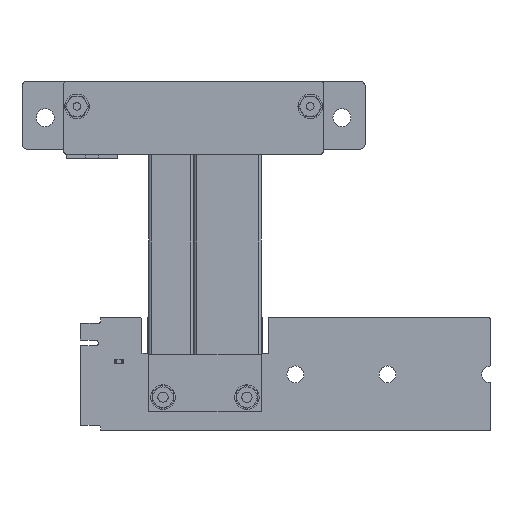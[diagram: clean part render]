
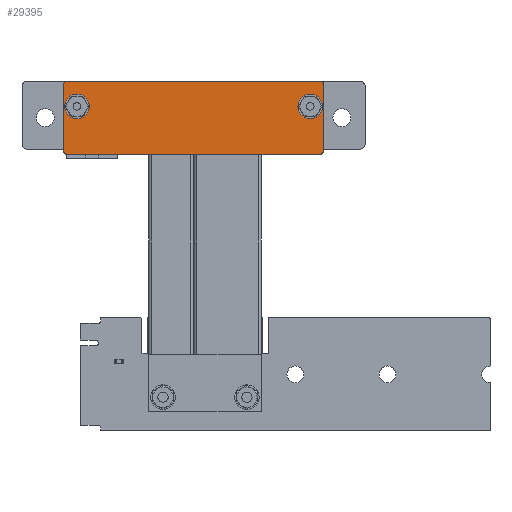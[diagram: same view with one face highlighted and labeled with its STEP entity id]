
A CAD part, top view. The second image highlights one B-rep face of the part: STEP entity #29395.
In plain terms, the highlighted face is planar.
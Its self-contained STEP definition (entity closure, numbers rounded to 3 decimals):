
#26860 = VERTEX_POINT('',#26861);
#26861 = CARTESIAN_POINT('',(0.,0.5,-1.));
#26869 = VERTEX_POINT('',#26870);
#26870 = CARTESIAN_POINT('',(0.,13.73,-1.));
#26876 = EDGE_CURVE('',#26869,#26860,#26877,.T.);
#26877 = LINE('',#26878,#26879);
#26878 = CARTESIAN_POINT('',(0.,14.23,-1.));
#26879 = VECTOR('',#26880,1.);
#26880 = DIRECTION('',(0.,-1.,0.));
#26890 = EDGE_CURVE('',#26891,#26893,#26895,.T.);
#26891 = VERTEX_POINT('',#26892);
#26892 = CARTESIAN_POINT('',(-50.197,14.23,-1.));
#26893 = VERTEX_POINT('',#26894);
#26894 = CARTESIAN_POINT('',(-0.5,14.23,-1.));
#26895 = LINE('',#26896,#26897);
#26896 = CARTESIAN_POINT('',(0.,14.23,-1.));
#26897 = VECTOR('',#26898,1.);
#26898 = DIRECTION('',(1.,0.,0.));
#26921 = EDGE_CURVE('',#26922,#26924,#26926,.T.);
#26922 = VERTEX_POINT('',#26923);
#26923 = CARTESIAN_POINT('',(-50.697,0.5,-1.));
#26924 = VERTEX_POINT('',#26925);
#26925 = CARTESIAN_POINT('',(-50.697,13.73,-1.));
#26926 = LINE('',#26927,#26928);
#26927 = CARTESIAN_POINT('',(-50.697,14.23,-1.));
#26928 = VECTOR('',#26929,1.);
#26929 = DIRECTION('',(0.,1.,0.));
#26969 = VERTEX_POINT('',#26970);
#26970 = CARTESIAN_POINT('',(-0.5,0.,-1.));
#26976 = EDGE_CURVE('',#26969,#26977,#26979,.T.);
#26977 = VERTEX_POINT('',#26978);
#26978 = CARTESIAN_POINT('',(-50.197,0.,-1.));
#26979 = LINE('',#26980,#26981);
#26980 = CARTESIAN_POINT('',(-50.697,0.,-1.));
#26981 = VECTOR('',#26982,1.);
#26982 = DIRECTION('',(-1.,0.,0.));
#29395 = ADVANCED_FACE('',(#29396,#29407,#29418),#29452,.T.);
#29396 = FACE_BOUND('',#29397,.T.);
#29397 = EDGE_LOOP('',(#29398));
#29398 = ORIENTED_EDGE('',*,*,#29399,.F.);
#29399 = EDGE_CURVE('',#29400,#29400,#29402,.T.);
#29400 = VERTEX_POINT('',#29401);
#29401 = CARTESIAN_POINT('',(-50.549,9.325,-1.));
#29402 = CIRCLE('',#29403,2.4);
#29403 = AXIS2_PLACEMENT_3D('',#29404,#29405,#29406);
#29404 = CARTESIAN_POINT('',(-48.149,9.325,-1.));
#29405 = DIRECTION('',(0.,0.,-1.));
#29406 = DIRECTION('',(-1.,0.,0.));
#29407 = FACE_BOUND('',#29408,.T.);
#29408 = EDGE_LOOP('',(#29409));
#29409 = ORIENTED_EDGE('',*,*,#29410,.F.);
#29410 = EDGE_CURVE('',#29411,#29411,#29413,.T.);
#29411 = VERTEX_POINT('',#29412);
#29412 = CARTESIAN_POINT('',(-4.948,9.325,-1.));
#29413 = CIRCLE('',#29414,2.4);
#29414 = AXIS2_PLACEMENT_3D('',#29415,#29416,#29417);
#29415 = CARTESIAN_POINT('',(-2.548,9.325,-1.));
#29416 = DIRECTION('',(0.,0.,-1.));
#29417 = DIRECTION('',(-1.,0.,0.));
#29418 = FACE_BOUND('',#29419,.T.);
#29419 = EDGE_LOOP('',(#29420,#29421,#29428,#29429,#29436,#29437,#29444,
    #29445));
#29420 = ORIENTED_EDGE('',*,*,#26976,.T.);
#29421 = ORIENTED_EDGE('',*,*,#29422,.T.);
#29422 = EDGE_CURVE('',#26977,#26922,#29423,.T.);
#29423 = CIRCLE('',#29424,0.5);
#29424 = AXIS2_PLACEMENT_3D('',#29425,#29426,#29427);
#29425 = CARTESIAN_POINT('',(-50.197,0.5,-1.));
#29426 = DIRECTION('',(0.,0.,-1.));
#29427 = DIRECTION('',(-1.,0.,0.));
#29428 = ORIENTED_EDGE('',*,*,#26921,.T.);
#29429 = ORIENTED_EDGE('',*,*,#29430,.T.);
#29430 = EDGE_CURVE('',#26924,#26891,#29431,.T.);
#29431 = CIRCLE('',#29432,0.5);
#29432 = AXIS2_PLACEMENT_3D('',#29433,#29434,#29435);
#29433 = CARTESIAN_POINT('',(-50.197,13.73,-1.));
#29434 = DIRECTION('',(0.,0.,-1.));
#29435 = DIRECTION('',(-1.,0.,0.));
#29436 = ORIENTED_EDGE('',*,*,#26890,.T.);
#29437 = ORIENTED_EDGE('',*,*,#29438,.T.);
#29438 = EDGE_CURVE('',#26893,#26869,#29439,.T.);
#29439 = CIRCLE('',#29440,0.5);
#29440 = AXIS2_PLACEMENT_3D('',#29441,#29442,#29443);
#29441 = CARTESIAN_POINT('',(-0.5,13.73,-1.));
#29442 = DIRECTION('',(0.,0.,-1.));
#29443 = DIRECTION('',(-1.,0.,0.));
#29444 = ORIENTED_EDGE('',*,*,#26876,.T.);
#29445 = ORIENTED_EDGE('',*,*,#29446,.T.);
#29446 = EDGE_CURVE('',#26860,#26969,#29447,.T.);
#29447 = CIRCLE('',#29448,0.5);
#29448 = AXIS2_PLACEMENT_3D('',#29449,#29450,#29451);
#29449 = CARTESIAN_POINT('',(-0.5,0.5,-1.));
#29450 = DIRECTION('',(0.,0.,-1.));
#29451 = DIRECTION('',(-1.,0.,0.));
#29452 = PLANE('',#29453);
#29453 = AXIS2_PLACEMENT_3D('',#29454,#29455,#29456);
#29454 = CARTESIAN_POINT('',(0.,0.,-1.));
#29455 = DIRECTION('',(0.,0.,-1.));
#29456 = DIRECTION('',(-1.,0.,0.));
